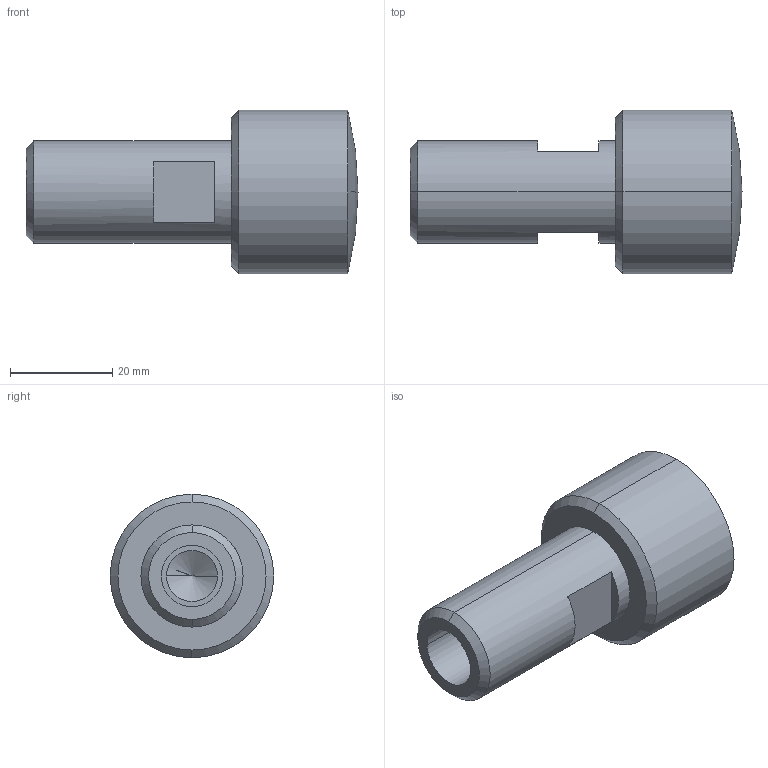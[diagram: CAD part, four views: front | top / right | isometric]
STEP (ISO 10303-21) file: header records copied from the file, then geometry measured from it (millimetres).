
FILE_DESCRIPTION((''),'2;1');
FILE_NAME('EHM161B.stp','2000-11-09T08:54:39',(''),(''),'AutoCAD STEP 2000','AutoCAD 2000',', , ');
FILE_SCHEMA(('CONFIG_CONTROL_DESIGN'));
Length unit declared in the file: millimetre
Bounding box: 65 x 32 x 32 mm (x, y, z)
Volume: 28145.3 mm3; surface area: 7351.6 mm2
Topology: 1 solids, 3 shells, 53 faces, 123 edges, 79 vertices
Faces by surface type: plane 34, cylinder 8, cone 6, bspline 3, sphere 2
Entity records: 1575 total; most frequent: CARTESIAN_POINT 263, DIRECTION 250, ORIENTED_EDGE 242, EDGE_CURVE 121, VECTOR 94, LINE 94, VERTEX_POINT 79, AXIS2_PLACEMENT_3D 78
